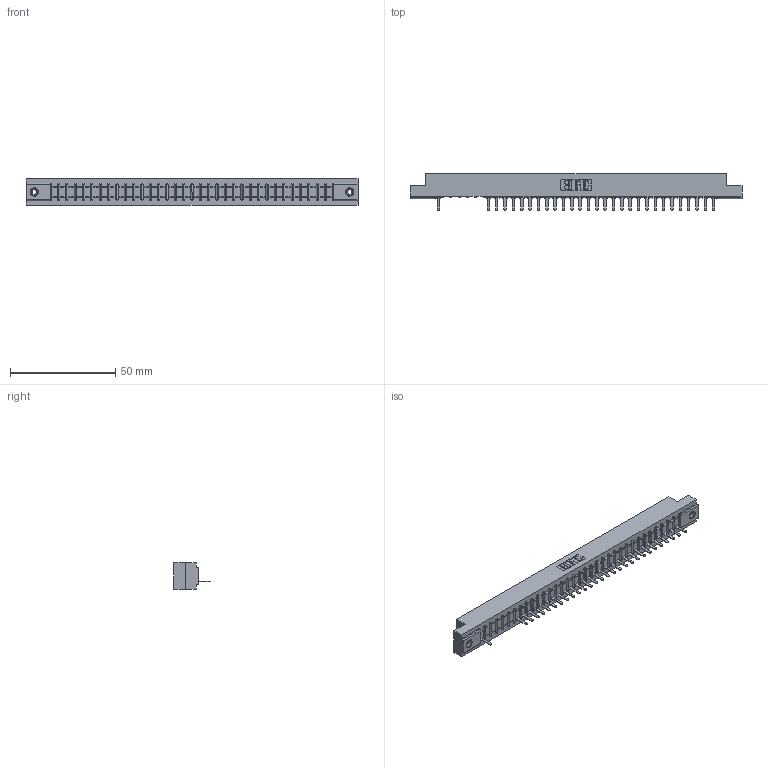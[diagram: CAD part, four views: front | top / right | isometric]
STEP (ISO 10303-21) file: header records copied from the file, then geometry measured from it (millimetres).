
FILE_DESCRIPTION (( 'STEP AP203' ), '1' );
FILE_NAME ('357-034-521-108.STEP', '2018-08-10T02:31:58', ( '' ), ( '' ), 'SwSTEP 2.0', 'SolidWorks 2016', '' );
FILE_SCHEMA (( 'CONFIG_CONTROL_DESIGN' ));
Length unit declared in the file: inch
Products named in the file (4): 345-250-001_345-250-003-102; 357-034-521-108; 307 Part_.156 Dia Mounting Holes; 307-290-002_521
Assembly tree (32 placements, depth 2):
  357-034-521-108
    307 Part_.156 Dia Mounting Holes
    307-290-002_521  x29
    345-250-001_345-250-003-102  x2
Bounding box: 157.73 x 17.42 x 12.7 mm (x, y, z)
Volume: 16670.4 mm3; surface area: 19883.2 mm2
Topology: 32 solids, 32 shells, 2459 faces, 7507 edges, 4902 vertices
Faces by surface type: plane 1467, cylinder 906, sphere 70, cone 12, torus 4
Entity records: 31877 total; most frequent: CARTESIAN_POINT 5378, ORIENTED_EDGE 5366, DIRECTION 5233, EDGE_CURVE 2683, LINE 2051, VECTOR 2051, VERTEX_POINT 1736, AXIS2_PLACEMENT_3D 1591
